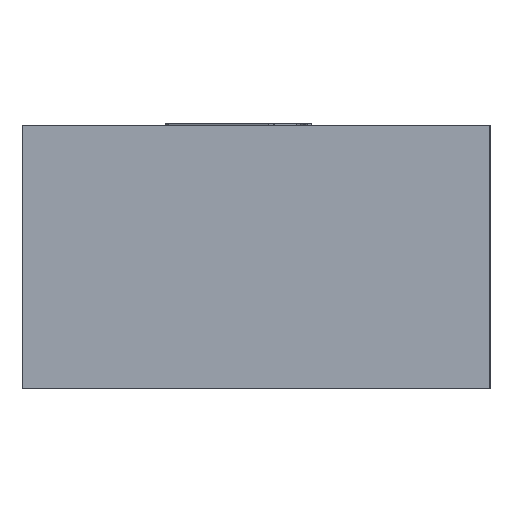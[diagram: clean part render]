
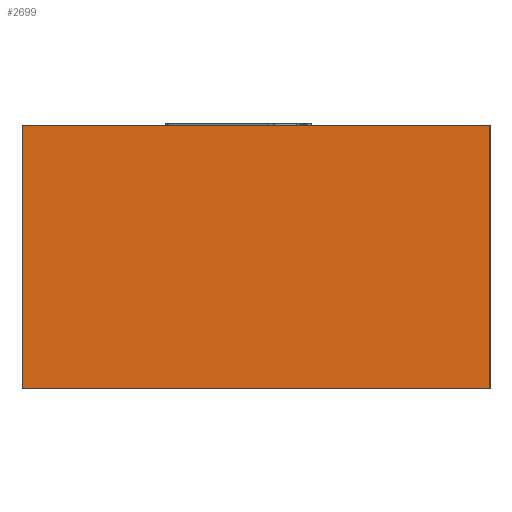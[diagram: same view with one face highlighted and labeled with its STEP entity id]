
A CAD part, left-side view. The second image highlights one B-rep face of the part: STEP entity #2699.
In plain terms, the highlighted planar face has unit normal (-1, 0, 0).
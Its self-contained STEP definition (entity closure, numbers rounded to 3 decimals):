
#161=VECTOR('',#3642,1.);
#164=VECTOR('',#3647,1.);
#169=VECTOR('',#3656,1.);
#171=VECTOR('',#3660,1.);
#536=LINE('',#2876,#161);
#539=LINE('',#2882,#164);
#544=LINE('',#2892,#169);
#546=LINE('',#2895,#171);
#906=VERTEX_POINT('',#2872);
#908=VERTEX_POINT('',#2875);
#910=VERTEX_POINT('',#2881);
#913=VERTEX_POINT('',#2891);
#1161=EDGE_CURVE('',#908,#906,#536,.T.);
#1164=EDGE_CURVE('',#910,#906,#539,.T.);
#1169=EDGE_CURVE('',#913,#908,#544,.T.);
#1171=EDGE_CURVE('',#910,#913,#546,.T.);
#1567=ORIENTED_EDGE('',*,*,#1171,.T.);
#1568=ORIENTED_EDGE('',*,*,#1169,.T.);
#1569=ORIENTED_EDGE('',*,*,#1161,.T.);
#1570=ORIENTED_EDGE('',*,*,#1164,.F.);
#2284=EDGE_LOOP('',(#1567,#1568,#1569,#1570));
#2423=FACE_BOUND('',#2284,.T.);
#2562=PLANE('',#4285);
#2699=ADVANCED_FACE('',(#2423),#2562,.T.);
#2872=CARTESIAN_POINT('',(67.307,190.182,-0.26));
#2875=CARTESIAN_POINT('',(67.307,190.182,-0.71));
#2876=CARTESIAN_POINT('',(67.307,190.182,-0.385));
#2881=CARTESIAN_POINT('',(67.307,190.982,-0.26));
#2882=CARTESIAN_POINT('',(67.307,190.982,-0.26));
#2891=CARTESIAN_POINT('',(67.307,190.982,-0.71));
#2892=CARTESIAN_POINT('',(67.307,190.982,-0.71));
#2895=CARTESIAN_POINT('',(67.307,190.982,-0.385));
#2896=CARTESIAN_POINT('',(67.307,190.982,-0.385));
#3642=DIRECTION('',(0.,0.,1.));
#3647=DIRECTION('',(0.,-1.,0.));
#3656=DIRECTION('',(0.,-1.,0.));
#3660=DIRECTION('',(0.,0.,-1.));
#3661=DIRECTION('',(-1.,0.,0.));
#3662=DIRECTION('',(0.,1.,0.));
#4285=AXIS2_PLACEMENT_3D('',#2896,#3661,#3662);
